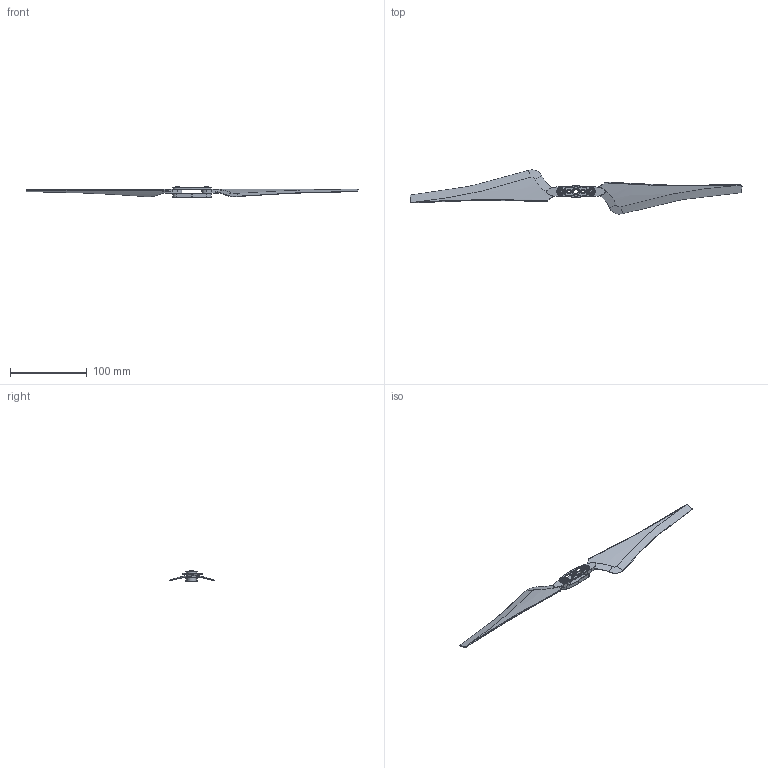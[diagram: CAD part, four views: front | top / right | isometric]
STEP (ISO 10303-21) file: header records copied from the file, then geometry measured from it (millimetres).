
FILE_DESCRIPTION(/* description */ (''),/* implementation_level */ '2;1');
FILE_NAME(/* name */ 'DJI E1200 prop CCW.stp',/* time_stamp */ '2017-11-27T19:36:40+03:00',/* author */ (''),/* organization */ (''),/* preprocessor_version */ 'ST-DEVELOPER v16',/* originating_system */ 'SIEMENS PLM Software NX 10.0',/* authorisation */ '');
FILE_SCHEMA (('AUTOMOTIVE_DESIGN { 1 0 10303 214 3 1 1 1 }'));
Length unit declared in the file: millimetre
Products named in the file (1): fsr1FC8E1B030gi
Bounding box: 431.8 x 57.52 x 14.25 mm (x, y, z)
Volume: 16155.7 mm3; surface area: 23330.3 mm2
Topology: 10 solids, 10 shells, 362 faces, 824 edges, 498 vertices
Faces by surface type: cylinder 148, plane 88, torus 84, bspline 30, cone 12
Full cylindrical faces by diameter (mm): 2.9 x2, 3 x4, 3.1 x4, 3.25 x2, 3.3 x4, 5.5 x2, 5.6 x2, 5.75 x2, 6 x1, 6.05 x1, 7.8 x4, 8 x4, 10 x2
Entity records: 12752 total; most frequent: CARTESIAN_POINT 4677, DIRECTION 1758, ORIENTED_EDGE 1528, EDGE_CURVE 764, AXIS2_PLACEMENT_3D 749, VERTEX_POINT 488, EDGE_LOOP 464, CIRCLE 416
